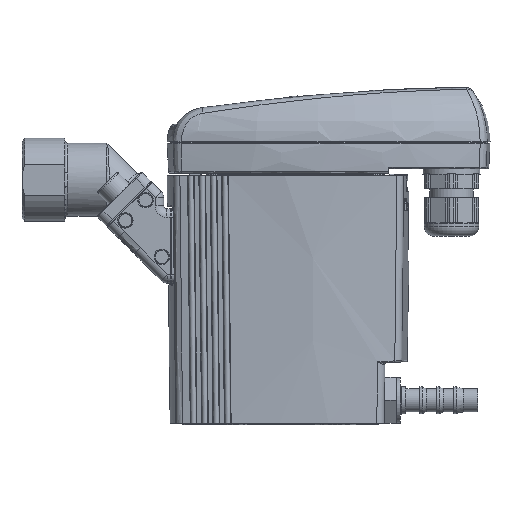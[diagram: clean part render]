
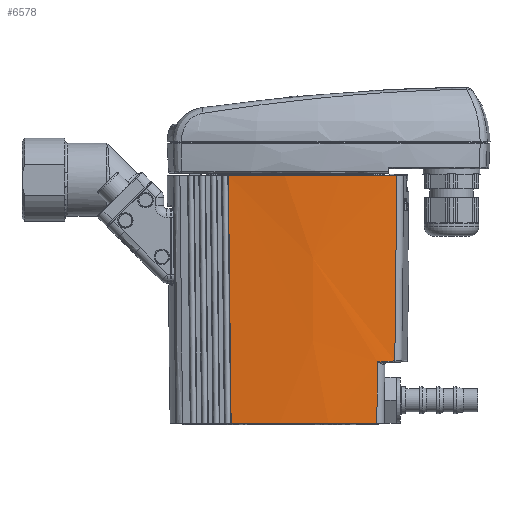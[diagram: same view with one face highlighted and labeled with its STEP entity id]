
A CAD part, left-side view. The second image highlights one B-rep face of the part: STEP entity #6578.
In plain terms, the highlighted conical face has half-angle 0.7 degrees and reference radius 200 mm.
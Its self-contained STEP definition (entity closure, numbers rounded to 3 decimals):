
#6578 = ADVANCED_FACE( '', ( #14101 ), #14102, .T. );
#14101 = FACE_OUTER_BOUND( '', #41047, .T. );
#14102 = CONICAL_SURFACE( '', #41048, 200., 0.012 );
#41047 = EDGE_LOOP( '', ( #66589, #66590, #66591, #66592, #66593, #66594 ) );
#41048 = AXIS2_PLACEMENT_3D( '', #66595, #66596, #66597 );
#66589 = ORIENTED_EDGE( '', *, *, #79615, .T. );
#66590 = ORIENTED_EDGE( '', *, *, #76903, .T. );
#66591 = ORIENTED_EDGE( '', *, *, #81443, .F. );
#66592 = ORIENTED_EDGE( '', *, *, #77748, .T. );
#66593 = ORIENTED_EDGE( '', *, *, #80904, .T. );
#66594 = ORIENTED_EDGE( '', *, *, #80768, .T. );
#66595 = CARTESIAN_POINT( '', ( 169.261, 16.5, -16. ) );
#66596 = DIRECTION( '', ( 0., 0., 1. ) );
#66597 = DIRECTION( '', ( 1., 0., 0. ) );
#76903 = EDGE_CURVE( '', #92506, #92504, #92507, .T. );
#77748 = EDGE_CURVE( '', #93756, #93754, #93757, .T. );
#79615 = EDGE_CURVE( '', #96386, #92506, #96387, .T. );
#80768 = EDGE_CURVE( '', #97831, #96386, #97832, .T. );
#80904 = EDGE_CURVE( '', #93754, #97831, #97995, .T. );
#81443 = EDGE_CURVE( '', #93756, #92504, #98617, .T. );
#92504 = VERTEX_POINT( '', #114302 );
#92506 = VERTEX_POINT( '', #114304 );
#92507 = B_SPLINE_CURVE_WITH_KNOTS( '', 3, ( #114305, #114306, #114307, #114308, #114309, #114310, #114311, #114312, #114313, #114314, #114315, #114316, #114317, #114318, #114319, #114320, #114321, #114322, #114323, #114324, #114325, #114326, #114327, #114328, #114329, #114330, #114331, #114332, #114333 ), .UNSPECIFIED., .F., .F., ( 4, 1, 2, 2, 2, 2, 2, 2, 2, 1, 1, 1, 2, 2, 2, 1, 4 ), ( 0., 0.003, 0.005, 0.011, 0.016, 0.022, 0.027, 0.032, 0.038, 0.043, 0.049, 0.054, 0.065, 0.07, 0.076, 0.081, 0.087 ), .UNSPECIFIED. );
#93754 = VERTEX_POINT( '', #117718 );
#93756 = VERTEX_POINT( '', #117735 );
#93757 = B_SPLINE_CURVE_WITH_KNOTS( '', 3, ( #117736, #117737, #117738, #117739 ), .UNSPECIFIED., .F., .F., ( 4, 4 ), ( 0., 1. ), .UNSPECIFIED. );
#96386 = VERTEX_POINT( '', #123622 );
#96387 = CIRCLE( '', #123623, 201.057 );
#97831 = VERTEX_POINT( '', #127358 );
#97832 = B_SPLINE_CURVE_WITH_KNOTS( '', 3, ( #127359, #127360, #127361, #127362 ), .UNSPECIFIED., .F., .F., ( 4, 4 ), ( 0., 1. ), .UNSPECIFIED. );
#97995 = CIRCLE( '', #127658, 200.765 );
#98617 = CIRCLE( '', #129198, 200. );
#114302 = CARTESIAN_POINT( '', ( -29.738, 36.484, -16. ) );
#114304 = CARTESIAN_POINT( '', ( -30.701, 37.454, 70.5 ) );
#114305 = CARTESIAN_POINT( '', ( -30.701, 37.454, 70.5 ) );
#114306 = CARTESIAN_POINT( '', ( -30.691, 37.451, 69.599 ) );
#114307 = CARTESIAN_POINT( '', ( -30.669, 37.444, 67.797 ) );
#114308 = CARTESIAN_POINT( '', ( -30.648, 37.435, 65.995 ) );
#114309 = CARTESIAN_POINT( '', ( -30.616, 37.42, 63.291 ) );
#114310 = CARTESIAN_POINT( '', ( -30.595, 37.408, 61.489 ) );
#114311 = CARTESIAN_POINT( '', ( -30.554, 37.379, 57.885 ) );
#114312 = CARTESIAN_POINT( '', ( -30.534, 37.362, 56.083 ) );
#114313 = CARTESIAN_POINT( '', ( -30.493, 37.325, 52.479 ) );
#114314 = CARTESIAN_POINT( '', ( -30.473, 37.304, 50.676 ) );
#114315 = CARTESIAN_POINT( '', ( -30.434, 37.26, 47.072 ) );
#114316 = CARTESIAN_POINT( '', ( -30.414, 37.236, 45.27 ) );
#114317 = CARTESIAN_POINT( '', ( -30.375, 37.186, 41.666 ) );
#114318 = CARTESIAN_POINT( '', ( -30.356, 37.16, 39.864 ) );
#114319 = CARTESIAN_POINT( '', ( -30.317, 37.107, 36.26 ) );
#114320 = CARTESIAN_POINT( '', ( -30.297, 37.08, 34.458 ) );
#114321 = CARTESIAN_POINT( '', ( -30.259, 37.025, 30.854 ) );
#114322 = CARTESIAN_POINT( '', ( -30.22, 36.969, 27.25 ) );
#114323 = CARTESIAN_POINT( '', ( -30.162, 36.887, 21.844 ) );
#114324 = CARTESIAN_POINT( '', ( -30.085, 36.781, 14.636 ) );
#114325 = CARTESIAN_POINT( '', ( -30.026, 36.709, 9.23 ) );
#114326 = CARTESIAN_POINT( '', ( -29.966, 36.643, 3.824 ) );
#114327 = CARTESIAN_POINT( '', ( -29.946, 36.623, 2.021 ) );
#114328 = CARTESIAN_POINT( '', ( -29.905, 36.585, -1.583 ) );
#114329 = CARTESIAN_POINT( '', ( -29.885, 36.567, -3.385 ) );
#114330 = CARTESIAN_POINT( '', ( -29.844, 36.536, -6.989 ) );
#114331 = CARTESIAN_POINT( '', ( -29.802, 36.508, -10.593 ) );
#114332 = CARTESIAN_POINT( '', ( -29.76, 36.49, -14.198 ) );
#114333 = CARTESIAN_POINT( '', ( -29.738, 36.484, -16. ) );
#117718 = CARTESIAN_POINT( '', ( -28.562, -14.661, 5.442 ) );
#117735 = CARTESIAN_POINT( '', ( -28.339, -14.395, -16. ) );
#117736 = CARTESIAN_POINT( '', ( -28.339, -14.395, -16. ) );
#117737 = CARTESIAN_POINT( '', ( -28.413, -14.484, -8.853 ) );
#117738 = CARTESIAN_POINT( '', ( -28.488, -14.572, -1.705 ) );
#117739 = CARTESIAN_POINT( '', ( -28.562, -14.661, 5.442 ) );
#123622 = CARTESIAN_POINT( '', ( -28.195, -21.385, 70.5 ) );
#123623 = AXIS2_PLACEMENT_3D( '', #140306, #140307, #140308 );
#127358 = CARTESIAN_POINT( '', ( -27.522, -20.69, 5.757 ) );
#127359 = CARTESIAN_POINT( '', ( -27.522, -20.69, 5.757 ) );
#127360 = CARTESIAN_POINT( '', ( -27.746, -20.921, 27.338 ) );
#127361 = CARTESIAN_POINT( '', ( -27.971, -21.153, 48.919 ) );
#127362 = CARTESIAN_POINT( '', ( -28.195, -21.385, 70.5 ) );
#127658 = AXIS2_PLACEMENT_3D( '', #141733, #141734, #141735 );
#129198 = AXIS2_PLACEMENT_3D( '', #142245, #142246, #142247 );
#140306 = CARTESIAN_POINT( '', ( 169.261, 16.5, 70.5 ) );
#140307 = DIRECTION( '', ( 0., 0., -1. ) );
#140308 = DIRECTION( '', ( -1., 0., 0. ) );
#141733 = CARTESIAN_POINT( '', ( 169.784, 16.369, 3.82 ) );
#141734 = DIRECTION( '', ( 0., 0.052, 0.999 ) );
#141735 = DIRECTION( '', ( -0.988, -0.155, 0.008 ) );
#142245 = CARTESIAN_POINT( '', ( 169.261, 16.5, -16. ) );
#142246 = DIRECTION( '', ( 0., 0., -1. ) );
#142247 = DIRECTION( '', ( 1., 0., 0. ) );
